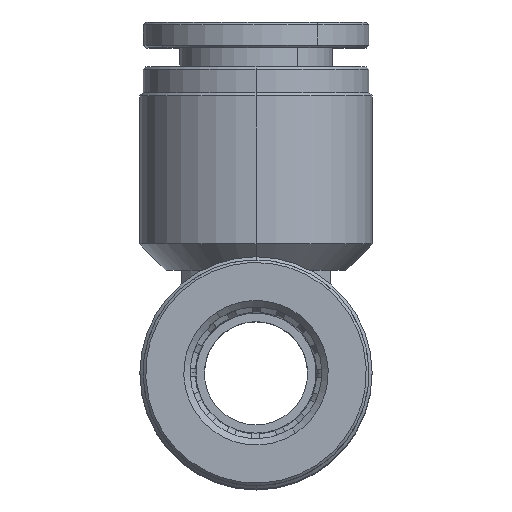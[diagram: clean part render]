
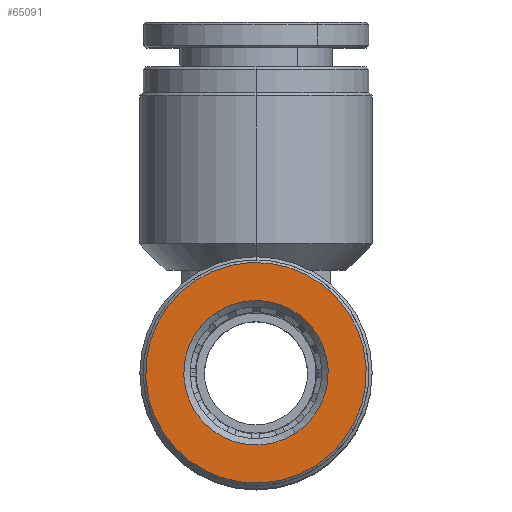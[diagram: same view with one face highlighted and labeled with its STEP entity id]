
A CAD part, top view. The second image highlights one B-rep face of the part: STEP entity #65091.
In plain terms, the highlighted planar face has unit normal (0, 0, 1).
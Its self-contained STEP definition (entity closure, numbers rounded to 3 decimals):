
#1219 = AXIS2_PLACEMENT_3D ( 'NONE', #15750, #53294, #21142 ) ;
#4214 = CARTESIAN_POINT ( 'NONE',  ( 4.682, -7.154, 19.22 ) ) ;
#6878 = CIRCLE ( 'NONE', #39587, 5.6 ) ;
#10114 = VERTEX_POINT ( 'NONE', #66819 ) ;
#10982 = CARTESIAN_POINT ( 'NONE',  ( -4.682, 7.154, 19.22 ) ) ;
#15750 = CARTESIAN_POINT ( 'NONE',  ( 0., 0., 19.22 ) ) ;
#18933 = CARTESIAN_POINT ( 'NONE',  ( 0., 0., 19.22 ) ) ;
#19235 = EDGE_LOOP ( 'NONE', ( #33493, #52636 ) ) ;
#19426 = PLANE ( 'NONE',  #41099 ) ;
#19664 = CARTESIAN_POINT ( 'NONE',  ( 0., 0., 19.22 ) ) ;
#21079 = EDGE_CURVE ( 'NONE', #10114, #50001, #44818, .T. ) ;
#21142 = DIRECTION ( 'NONE',  ( 0.548, -0.837, 0. ) ) ;
#22959 = DIRECTION ( 'NONE',  ( 0., 0., 1. ) ) ;
#23910 = CARTESIAN_POINT ( 'NONE',  ( 0., 0., 19.22 ) ) ;
#24348 = DIRECTION ( 'NONE',  ( -0.548, 0.837, 0. ) ) ;
#25058 = DIRECTION ( 'NONE',  ( 0.548, -0.837, 0. ) ) ;
#26074 = ORIENTED_EDGE ( 'NONE', *, *, #67969, .T. ) ;
#29271 = DIRECTION ( 'NONE',  ( 0.548, -0.837, 0. ) ) ;
#31371 = AXIS2_PLACEMENT_3D ( 'NONE', #55066, #22959, #60334 ) ;
#31874 = FACE_OUTER_BOUND ( 'NONE', #19235, .T. ) ;
#32446 = EDGE_LOOP ( 'NONE', ( #65975, #26074 ) ) ;
#33493 = ORIENTED_EDGE ( 'NONE', *, *, #43179, .T. ) ;
#37226 = CIRCLE ( 'NONE', #31371, 8.55 ) ;
#39511 = CARTESIAN_POINT ( 'NONE',  ( -3.067, 4.686, 19.22 ) ) ;
#39587 = AXIS2_PLACEMENT_3D ( 'NONE', #23910, #61295, #29271 ) ;
#41099 = AXIS2_PLACEMENT_3D ( 'NONE', #19664, #57135, #25058 ) ;
#43179 = EDGE_CURVE ( 'NONE', #55260, #55071, #37226, .T. ) ;
#43262 = EDGE_CURVE ( 'NONE', #55071, #55260, #51474, .T. ) ;
#44818 = CIRCLE ( 'NONE', #1219, 5.6 ) ;
#50001 = VERTEX_POINT ( 'NONE', #39511 ) ;
#51474 = CIRCLE ( 'NONE', #52983, 8.55 ) ;
#52636 = ORIENTED_EDGE ( 'NONE', *, *, #43262, .T. ) ;
#52983 = AXIS2_PLACEMENT_3D ( 'NONE', #18933, #56440, #24348 ) ;
#53294 = DIRECTION ( 'NONE',  ( 0., 0., -1. ) ) ;
#55066 = CARTESIAN_POINT ( 'NONE',  ( 0., 0., 19.22 ) ) ;
#55071 = VERTEX_POINT ( 'NONE', #4214 ) ;
#55260 = VERTEX_POINT ( 'NONE', #10982 ) ;
#56440 = DIRECTION ( 'NONE',  ( 0., 0., 1. ) ) ;
#57135 = DIRECTION ( 'NONE',  ( 0., 0., 1. ) ) ;
#60285 = FACE_BOUND ( 'NONE', #32446, .T. ) ;
#60334 = DIRECTION ( 'NONE',  ( -0.548, 0.837, 0. ) ) ;
#61295 = DIRECTION ( 'NONE',  ( 0., 0., -1. ) ) ;
#65091 = ADVANCED_FACE ( 'NONE', ( #60285, #31874 ), #19426, .T. ) ;
#65975 = ORIENTED_EDGE ( 'NONE', *, *, #21079, .T. ) ;
#66819 = CARTESIAN_POINT ( 'NONE',  ( 3.067, -4.686, 19.22 ) ) ;
#67969 = EDGE_CURVE ( 'NONE', #50001, #10114, #6878, .T. ) ;
